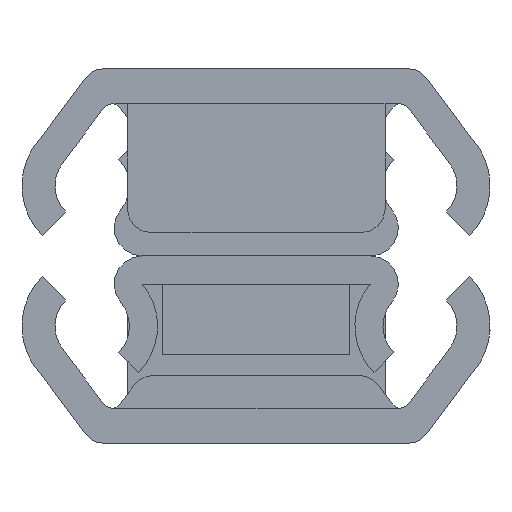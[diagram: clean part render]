
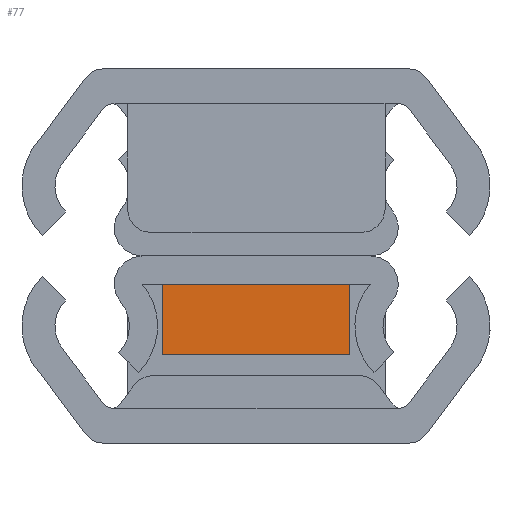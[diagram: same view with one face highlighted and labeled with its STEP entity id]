
A CAD part, left-side view. The second image highlights one B-rep face of the part: STEP entity #77.
In plain terms, the highlighted face is planar.
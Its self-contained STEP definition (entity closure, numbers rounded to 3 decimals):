
#77 = ADVANCED_FACE ( 'NONE', ( #2924 ), #1438, .F. ) ;
#259 = EDGE_CURVE ( 'NONE', #3016, #3364, #1925, .T. ) ;
#568 = VECTOR ( 'NONE', #1927, 1000. ) ;
#742 = EDGE_CURVE ( 'NONE', #2975, #3016, #2331, .T. ) ;
#752 = EDGE_CURVE ( 'NONE', #2975, #2972, #2361, .T. ) ;
#753 = EDGE_CURVE ( 'NONE', #2972, #3364, #2364, .T. ) ;
#773 = AXIS2_PLACEMENT_3D ( 'NONE', #1439, #1440, #1441 ) ;
#897 = VECTOR ( 'NONE', #2333, 1000. ) ;
#906 = VECTOR ( 'NONE', #2363, 1000. ) ;
#907 = VECTOR ( 'NONE', #2366, 1000. ) ;
#977 = EDGE_LOOP ( 'NONE', ( #3308, #3300, #3305, #3309 ) ) ;
#1438 = PLANE ( 'NONE',  #773 ) ;
#1439 = CARTESIAN_POINT ( 'NONE',  ( -3., 4., -245.9 ) ) ;
#1440 = DIRECTION ( 'NONE',  ( 0., 0., -1. ) ) ;
#1441 = DIRECTION ( 'NONE',  ( -1., 0., 0. ) ) ;
#1925 = LINE ( 'NONE', #1926, #568 ) ;
#1926 = CARTESIAN_POINT ( 'NONE',  ( 0., 4., -245.9 ) ) ;
#1927 = DIRECTION ( 'NONE',  ( 0., 1., 0. ) ) ;
#2331 = LINE ( 'NONE', #2332, #897 ) ;
#2332 = CARTESIAN_POINT ( 'NONE',  ( -3., -4., -245.9 ) ) ;
#2333 = DIRECTION ( 'NONE',  ( 1., 0., 0. ) ) ;
#2361 = LINE ( 'NONE', #2362, #906 ) ;
#2362 = CARTESIAN_POINT ( 'NONE',  ( -3., 4., -245.9 ) ) ;
#2363 = DIRECTION ( 'NONE',  ( 0., 1., 0. ) ) ;
#2364 = LINE ( 'NONE', #2365, #907 ) ;
#2365 = CARTESIAN_POINT ( 'NONE',  ( -3., 4., -245.9 ) ) ;
#2366 = DIRECTION ( 'NONE',  ( 1., 0., 0. ) ) ;
#2388 = CARTESIAN_POINT ( 'NONE',  ( -3., 4., -245.9 ) ) ;
#2391 = CARTESIAN_POINT ( 'NONE',  ( -3., -4., -245.9 ) ) ;
#2420 = CARTESIAN_POINT ( 'NONE',  ( 0., -4., -245.9 ) ) ;
#2538 = CARTESIAN_POINT ( 'NONE',  ( 0., 4., -245.9 ) ) ;
#2924 = FACE_OUTER_BOUND ( 'NONE', #977, .T. ) ;
#2972 = VERTEX_POINT ( 'NONE', #2388 ) ;
#2975 = VERTEX_POINT ( 'NONE', #2391 ) ;
#3016 = VERTEX_POINT ( 'NONE', #2420 ) ;
#3300 = ORIENTED_EDGE ( 'NONE', *, *, #753, .F. ) ;
#3305 = ORIENTED_EDGE ( 'NONE', *, *, #752, .F. ) ;
#3308 = ORIENTED_EDGE ( 'NONE', *, *, #259, .T. ) ;
#3309 = ORIENTED_EDGE ( 'NONE', *, *, #742, .T. ) ;
#3364 = VERTEX_POINT ( 'NONE', #2538 ) ;
